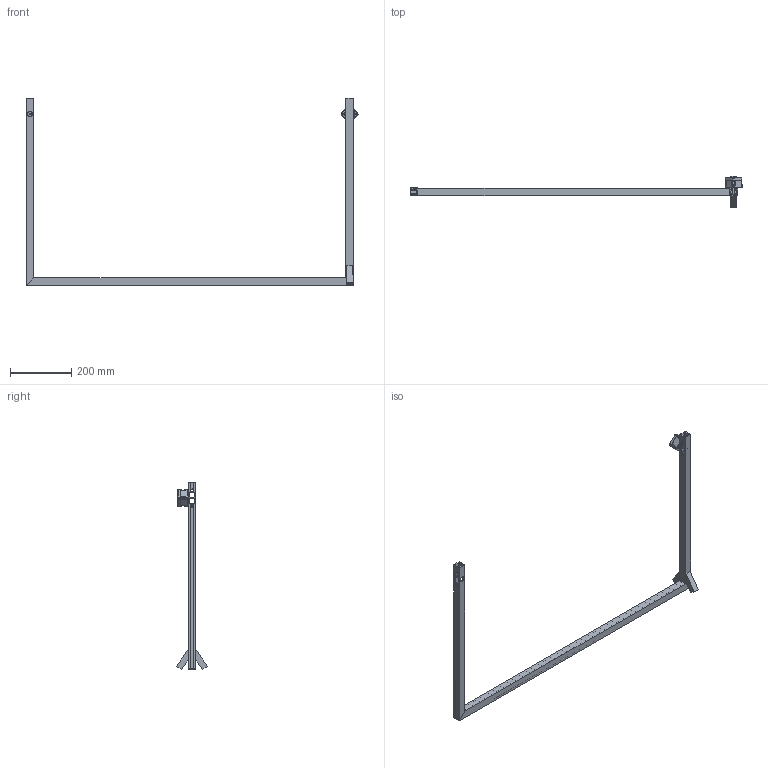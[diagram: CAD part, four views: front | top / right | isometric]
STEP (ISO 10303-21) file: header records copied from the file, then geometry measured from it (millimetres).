
FILE_DESCRIPTION(('FreeCAD Model'),'2;1');
FILE_NAME('Open CASCADE Shape Model','2023-02-15T16:18:41',(''),(''), 'Open CASCADE STEP processor 7.6','FreeCAD','Unknown');
FILE_SCHEMA(('AUTOMOTIVE_DESIGN { 1 0 10303 214 1 1 1 1 }'));
Length unit declared in the file: millimetre
Products named in the file (5): Frame Assembly; Lower Extrusion; Motor Extrusion; Endplate Extrusion; NEMA17
Assembly tree (4 placements, depth 2):
  Frame Assembly
    Lower Extrusion
    Motor Extrusion
    Endplate Extrusion
    NEMA17
Bounding box: 1081.32 x 101.07 x 609.6 mm (x, y, z)
Volume: 720777.9 mm3; surface area: 406369.7 mm2
Topology: 4 solids, 4 shells, 277 faces, 832 edges, 539 vertices
Faces by surface type: plane 110, cylinder 108, torus 35, sphere 15, cone 9
Full cylindrical faces by diameter (mm): 2.5 x4, 3.2 x2, 5 x2, 5.842 x1, 8 x8, 9 x1, 10.795 x2, 12.7 x1, 16 x2, 16.51 x1, 17.78 x1, 22 x1, 31 x1, 33 x1
Entity records: 11113 total; most frequent: CARTESIAN_POINT 3481, ORIENTED_EDGE 1604, DIRECTION 1579, EDGE_CURVE 802, AXIS2_PLACEMENT_3D 607, VERTEX_POINT 539, LINE 365, VECTOR 365
